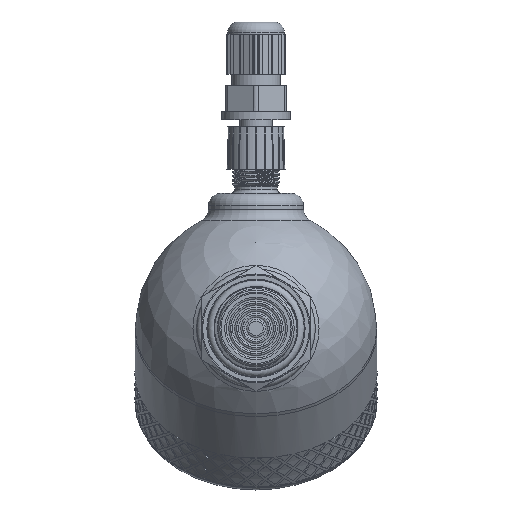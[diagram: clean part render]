
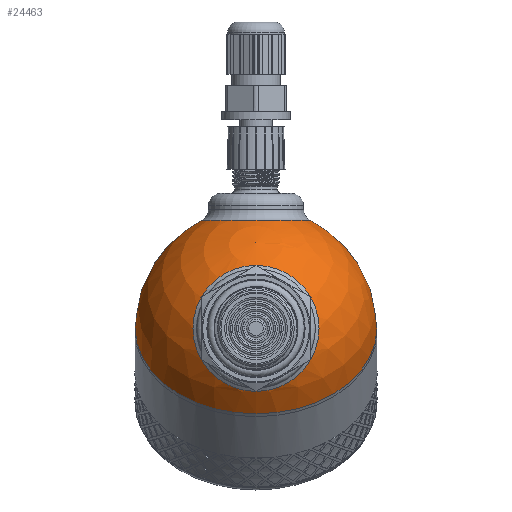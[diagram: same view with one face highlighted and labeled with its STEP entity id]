
A CAD part, left-side view. The second image highlights one B-rep face of the part: STEP entity #24463.
In plain terms, the highlighted spherical face has radius 30 mm.
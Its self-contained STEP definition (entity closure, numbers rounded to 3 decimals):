
#153=SPHERICAL_SURFACE('',#25881,30.);
#203=CIRCLE('',#25878,15.643);
#206=CIRCLE('',#25882,30.);
#207=CIRCLE('',#25883,30.);
#208=CIRCLE('',#25884,30.);
#209=CIRCLE('',#25885,13.5);
#997=FACE_BOUND('',#5558,.T.);
#998=FACE_BOUND('',#5559,.T.);
#3954=FACE_OUTER_BOUND('',#5557,.T.);
#5557=EDGE_LOOP('',(#17757,#17758,#17759,#17760));
#5558=EDGE_LOOP('',(#17761));
#5559=EDGE_LOOP('',(#17762));
#10220=VERTEX_POINT('',#38171);
#10222=VERTEX_POINT('',#38177);
#10223=VERTEX_POINT('',#38178);
#10224=VERTEX_POINT('',#38180);
#10225=VERTEX_POINT('',#38183);
#13062=EDGE_CURVE('',#10220,#10220,#203,.T.);
#13065=EDGE_CURVE('',#10222,#10223,#206,.T.);
#13066=EDGE_CURVE('',#10222,#10224,#207,.T.);
#13067=EDGE_CURVE('',#10223,#10222,#208,.T.);
#13068=EDGE_CURVE('',#10225,#10225,#209,.T.);
#17757=ORIENTED_EDGE('',*,*,#13065,.F.);
#17758=ORIENTED_EDGE('',*,*,#13066,.T.);
#17759=ORIENTED_EDGE('',*,*,#13066,.F.);
#17760=ORIENTED_EDGE('',*,*,#13067,.F.);
#17761=ORIENTED_EDGE('',*,*,#13062,.F.);
#17762=ORIENTED_EDGE('',*,*,#13068,.F.);
#24463=ADVANCED_FACE('',(#3954,#997,#998),#153,.T.);
#25878=AXIS2_PLACEMENT_3D('',#38172,#27400,#27401);
#25881=AXIS2_PLACEMENT_3D('',#38176,#27406,#27407);
#25882=AXIS2_PLACEMENT_3D('',#38179,#27408,#27409);
#25883=AXIS2_PLACEMENT_3D('',#38181,#27410,#27411);
#25884=AXIS2_PLACEMENT_3D('',#38182,#27412,#27413);
#25885=AXIS2_PLACEMENT_3D('',#38184,#27414,#27415);
#27400=DIRECTION('center_axis',(-0.707,0.,0.707));
#27401=DIRECTION('ref_axis',(0.707,0.,0.707));
#27406=DIRECTION('center_axis',(1.,0.,0.));
#27407=DIRECTION('ref_axis',(0.,-1.,0.));
#27408=DIRECTION('center_axis',(1.,0.,0.));
#27409=DIRECTION('ref_axis',(0.,1.,0.));
#27410=DIRECTION('center_axis',(0.,0.,1.));
#27411=DIRECTION('ref_axis',(0.,1.,0.));
#27412=DIRECTION('center_axis',(1.,0.,0.));
#27413=DIRECTION('ref_axis',(0.,1.,0.));
#27414=DIRECTION('center_axis',(-0.707,0.,-0.707));
#27415=DIRECTION('ref_axis',(-0.707,0.,0.707));
#38171=CARTESIAN_POINT('',(-29.162,0.,7.04));
#38172=CARTESIAN_POINT('Origin',(-18.101,0.,18.101));
#38176=CARTESIAN_POINT('Origin',(0.,0.,0.));
#38177=CARTESIAN_POINT('',(0.,30.,0.));
#38178=CARTESIAN_POINT('',(0.,-30.,0.));
#38179=CARTESIAN_POINT('Origin',(0.,0.,0.));
#38180=CARTESIAN_POINT('',(-30.,0.,0.));
#38181=CARTESIAN_POINT('Origin',(0.,0.,0.));
#38182=CARTESIAN_POINT('Origin',(0.,0.,0.));
#38183=CARTESIAN_POINT('',(-9.398,0.,-28.49));
#38184=CARTESIAN_POINT('Origin',(-18.944,0.,-18.944));
